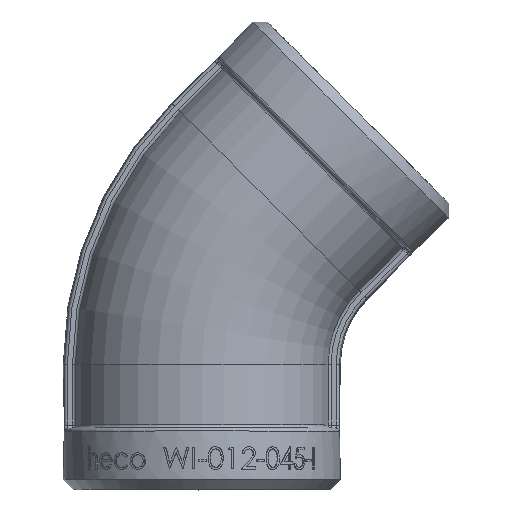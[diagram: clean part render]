
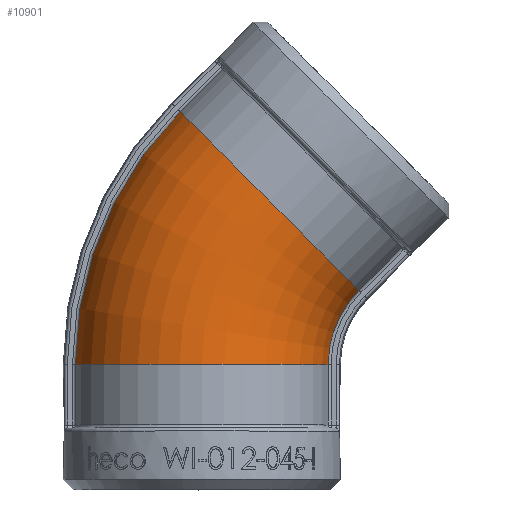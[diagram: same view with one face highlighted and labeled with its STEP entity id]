
A CAD part, top view. The second image highlights one B-rep face of the part: STEP entity #10901.
In plain terms, the highlighted toroidal (fillet/blend) face has major radius 22.5 mm and minor radius 12.5 mm.
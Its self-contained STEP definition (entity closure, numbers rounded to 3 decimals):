
#441 = AXIS2_PLACEMENT_3D ( 'NONE', #5130, #5182, #3173 ) ;
#1251 = CARTESIAN_POINT ( 'NONE',  ( 12.297, -9.32, 2.246 ) ) ;
#2529 = VERTEX_POINT ( 'NONE', #1251 ) ;
#3173 = DIRECTION ( 'NONE',  ( 0.698, -0.698, -0.16 ) ) ;
#5130 = CARTESIAN_POINT ( 'NONE',  ( 6.59, 6.59, 0. ) ) ;
#5182 = DIRECTION ( 'NONE',  ( 0.707, 0.707, 0. ) ) ;
#5859 = CARTESIAN_POINT ( 'NONE',  ( -12.297, -9.32, 2.246 ) ) ;
#6140 = ORIENTED_EDGE ( 'NONE', *, *, #13815, .F. ) ;
#9456 = DIRECTION ( 'NONE',  ( 0.987, 0., -0.16 ) ) ;
#9508 = CARTESIAN_POINT ( 'NONE',  ( 0., -9.32, 0. ) ) ;
#10318 = DIRECTION ( 'NONE',  ( 0., 1., 0. ) ) ;
#10395 = AXIS2_PLACEMENT_3D ( 'NONE', #19586, #19698, #19644 ) ;
#10817 = CIRCLE ( 'NONE', #12810, 34.797 ) ;
#10901 = ADVANCED_FACE ( 'NONE', ( #15969 ), #15974, .T. ) ;
#11173 = DIRECTION ( 'NONE',  ( -0.924, 0.383, 0. ) ) ;
#11256 = CARTESIAN_POINT ( 'NONE',  ( 22.5, -9.32, 2.246 ) ) ;
#11333 = DIRECTION ( 'NONE',  ( 0., 0., -1. ) ) ;
#11357 = CIRCLE ( 'NONE', #13277, 12.5 ) ;
#11936 = ORIENTED_EDGE ( 'NONE', *, *, #13428, .F. ) ;
#12039 = ORIENTED_EDGE ( 'NONE', *, *, #13910, .T. ) ;
#12130 = EDGE_LOOP ( 'NONE', ( #6140, #13386, #11936, #12039 ) ) ;
#12810 = AXIS2_PLACEMENT_3D ( 'NONE', #11256, #11333, #11173 ) ;
#12920 = AXIS2_PLACEMENT_3D ( 'NONE', #17544, #17147, #17694 ) ;
#13277 = AXIS2_PLACEMENT_3D ( 'NONE', #9508, #10318, #9456 ) ;
#13386 = ORIENTED_EDGE ( 'NONE', *, *, #14007, .F. ) ;
#13428 = EDGE_CURVE ( 'NONE', #14859, #16975, #10817, .T. ) ;
#13727 = CARTESIAN_POINT ( 'NONE',  ( 15.285, -2.105, 2.246 ) ) ;
#13757 = CARTESIAN_POINT ( 'NONE',  ( -2.105, 15.285, 2.246 ) ) ;
#13815 = EDGE_CURVE ( 'NONE', #17020, #2529, #19964, .T. ) ;
#13910 = EDGE_CURVE ( 'NONE', #14859, #2529, #11357, .T. ) ;
#14007 = EDGE_CURVE ( 'NONE', #16975, #17020, #16283, .T. ) ;
#14859 = VERTEX_POINT ( 'NONE', #5859 ) ;
#15969 = FACE_OUTER_BOUND ( 'NONE', #12130, .T. ) ;
#15974 = TOROIDAL_SURFACE ( 'NONE', #12920, 22.5, 12.5 ) ;
#16283 = CIRCLE ( 'NONE', #441, 12.5 ) ;
#16975 = VERTEX_POINT ( 'NONE', #13757 ) ;
#17020 = VERTEX_POINT ( 'NONE', #13727 ) ;
#17147 = DIRECTION ( 'NONE',  ( 0., 0., -1. ) ) ;
#17544 = CARTESIAN_POINT ( 'NONE',  ( 22.5, -9.32, 0. ) ) ;
#17694 = DIRECTION ( 'NONE',  ( -1., 0., 0. ) ) ;
#19586 = CARTESIAN_POINT ( 'NONE',  ( 22.5, -9.32, 2.246 ) ) ;
#19644 = DIRECTION ( 'NONE',  ( -0.924, 0.383, 0. ) ) ;
#19698 = DIRECTION ( 'NONE',  ( 0., 0., 1. ) ) ;
#19964 = CIRCLE ( 'NONE', #10395, 10.203 ) ;
